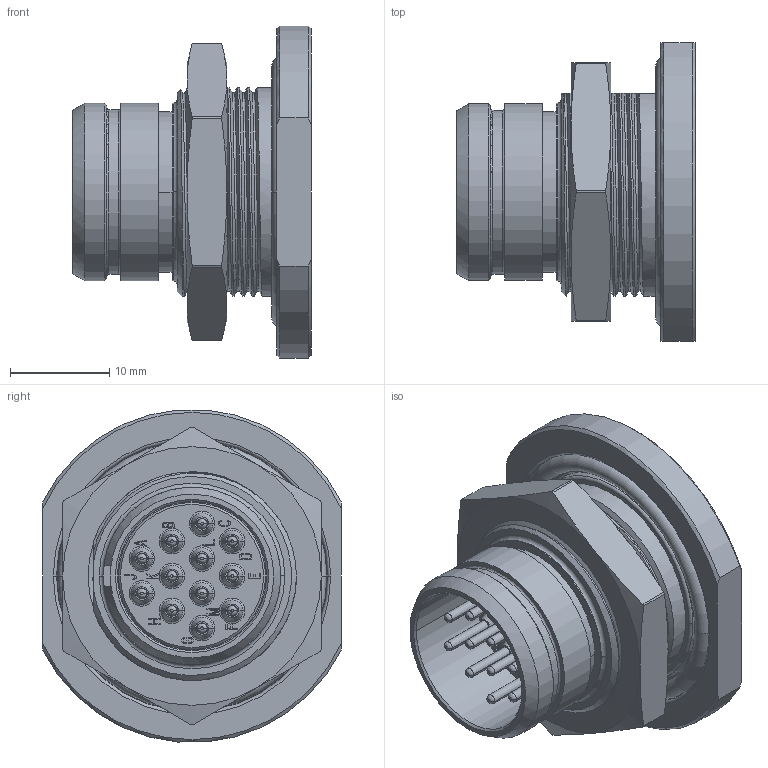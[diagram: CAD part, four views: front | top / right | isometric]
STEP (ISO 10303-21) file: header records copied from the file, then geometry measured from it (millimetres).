
FILE_DESCRIPTION((''),'2;1');
FILE_NAME('1332EV212MZ','2024-08-23T09:42:19',('paultorloting'),('NET AG system integration'),'CREO PARAMETRIC BY PTC INC, 2021404','CREO PARAMETRIC BY PTC INC, 2021404','');
FILE_SCHEMA(('AUTOMOTIVE_DESIGN { 1 0 10303 214 1 1 1 1 }'));
Length unit declared in the file: millimetre
Products named in the file (1): 1332EV212MZ
Bounding box: 24 x 30 x 33.38 mm (x, y, z)
Volume: 6404.9 mm3; surface area: 7410.9 mm2
Topology: 1 solids, 1 shells, 897 faces, 2320 edges, 1494 vertices
Faces by surface type: plane 452, cylinder 236, cone 107, bspline 63, torus 39
Entity records: 40065 total; most frequent: CARTESIAN_POINT 12758, ORIENTED_EDGE 4640, DIRECTION 4371, EDGE_CURVE 2320, AXIS2_PLACEMENT_3D 1522, VERTEX_POINT 1494, VECTOR 1324, LINE 1324
